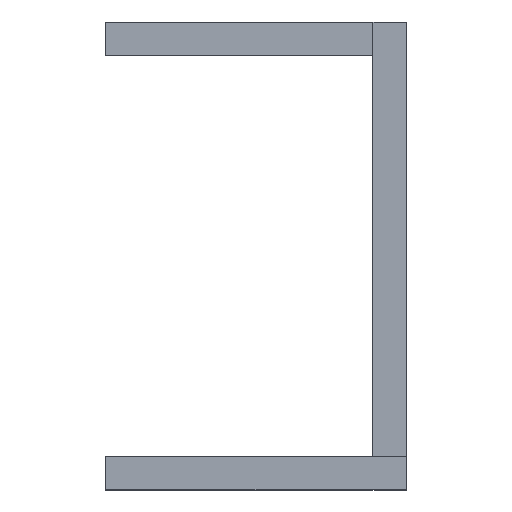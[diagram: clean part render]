
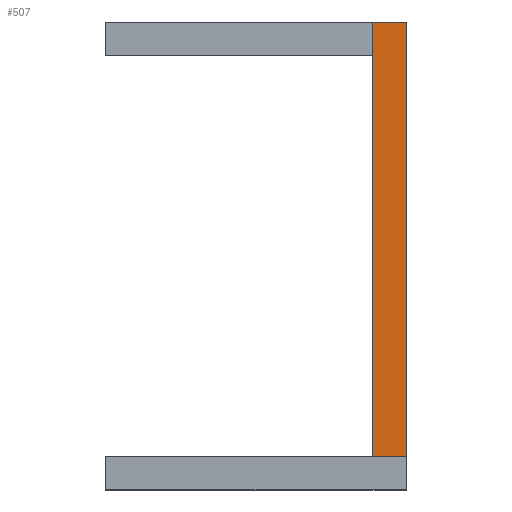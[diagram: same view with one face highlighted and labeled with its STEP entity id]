
A CAD part, top view. The second image highlights one B-rep face of the part: STEP entity #507.
In plain terms, the highlighted face is planar.
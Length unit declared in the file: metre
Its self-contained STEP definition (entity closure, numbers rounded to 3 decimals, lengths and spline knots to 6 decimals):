
#140=ORIENTED_EDGE('',*,*,#222,.T.);
#141=ORIENTED_EDGE('',*,*,#221,.F.);
#142=ORIENTED_EDGE('',*,*,#223,.F.);
#143=ORIENTED_EDGE('',*,*,#213,.T.);
#213=EDGE_CURVE('',#262,#260,#313,.T.);
#221=EDGE_CURVE('',#267,#266,#321,.T.);
#222=EDGE_CURVE('',#260,#266,#322,.T.);
#223=EDGE_CURVE('',#262,#267,#323,.T.);
#260=VERTEX_POINT('',#839);
#262=VERTEX_POINT('',#842);
#266=VERTEX_POINT('',#854);
#267=VERTEX_POINT('',#856);
#313=LINE('',#841,#373);
#321=LINE('',#857,#381);
#322=LINE('',#859,#382);
#323=LINE('',#860,#383);
#373=VECTOR('',#698,1.);
#381=VECTOR('',#710,1.);
#382=VECTOR('',#713,1.);
#383=VECTOR('',#714,1.);
#417=EDGE_LOOP('',(#140,#141,#142,#143));
#447=FACE_BOUND('',#417,.T.);
#477=PLANE('',#600);
#507=ADVANCED_FACE('',(#447),#477,.F.);
#600=AXIS2_PLACEMENT_3D('',#858,#711,#712);
#698=DIRECTION('',(-1.,0.,0.));
#710=DIRECTION('',(-1.,0.,0.));
#711=DIRECTION('',(0.,0.,1.));
#712=DIRECTION('',(0.,-1.,0.));
#713=DIRECTION('',(0.,1.,0.));
#714=DIRECTION('',(0.,1.,0.));
#839=CARTESIAN_POINT('',(-7.660989,1.397,0.003175));
#841=CARTESIAN_POINT('',(-7.584789,1.397,0.003175));
#842=CARTESIAN_POINT('',(-7.584789,1.397,0.003175));
#854=CARTESIAN_POINT('',(-7.660989,2.3876,0.003175));
#856=CARTESIAN_POINT('',(-7.584789,2.3876,0.003175));
#857=CARTESIAN_POINT('',(-7.584789,2.3876,0.003175));
#858=CARTESIAN_POINT('',(-7.584789,1.8923,0.003175));
#859=CARTESIAN_POINT('',(-7.660989,1.8923,0.003175));
#860=CARTESIAN_POINT('',(-7.584789,1.8923,0.003175));
